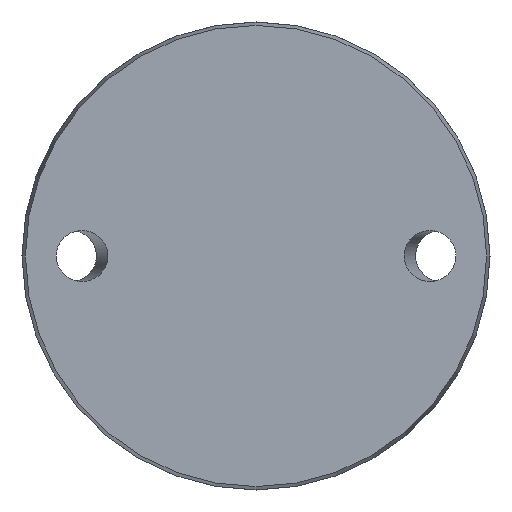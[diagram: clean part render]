
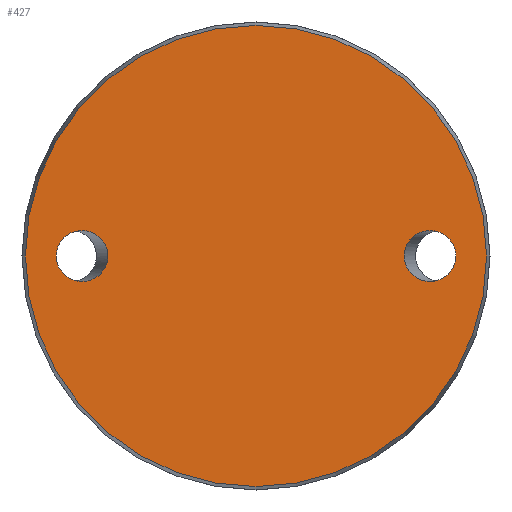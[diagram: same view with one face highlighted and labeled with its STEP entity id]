
A CAD part, front view. The second image highlights one B-rep face of the part: STEP entity #427.
In plain terms, the highlighted planar face has unit normal (0, -1, 0).
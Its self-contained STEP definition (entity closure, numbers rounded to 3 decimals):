
#26 = CARTESIAN_POINT ( 'NONE',  ( -33.309, 0., -8.5 ) ) ;
#41 = CARTESIAN_POINT ( 'NONE',  ( 33.309, 0., 0. ) ) ;
#45 = CARTESIAN_POINT ( 'NONE',  ( 24.691, 0., 0. ) ) ;
#86 = FACE_BOUND ( 'NONE', #749, .T. ) ;
#100 = CARTESIAN_POINT ( 'NONE',  ( 24.691, 0., -8.5 ) ) ;
#109 = DIRECTION ( 'NONE',  ( 0., -1., 0. ) ) ;
#116 =( BOUNDED_CURVE ( )  B_SPLINE_CURVE ( 3, ( #694, #179, #100, #45, #333, #558, #41 ),
 .UNSPECIFIED., .T., .T. ) 
 B_SPLINE_CURVE_WITH_KNOTS ( ( 4, 3, 4 ),
 ( 0., 3.142, 6.283 ),
 .UNSPECIFIED. ) 
 CURVE ( )  GEOMETRIC_REPRESENTATION_ITEM ( )  RATIONAL_B_SPLINE_CURVE ( ( 1., 0.333, 0.333, 1., 0.333, 0.333, 1. ) ) 
 REPRESENTATION_ITEM ( '' )  );
#122 = ORIENTED_EDGE ( 'NONE', *, *, #300, .T. ) ;
#135 = VERTEX_POINT ( 'NONE', #712 ) ;
#148 = CARTESIAN_POINT ( 'NONE',  ( -38.425, 0., 0. ) ) ;
#155 = PLANE ( 'NONE',  #590 ) ;
#172 = DIRECTION ( 'NONE',  ( 0., 0., -1. ) ) ;
#179 = CARTESIAN_POINT ( 'NONE',  ( 33.309, 0., -8.5 ) ) ;
#195 = FACE_BOUND ( 'NONE', #242, .T. ) ;
#201 = CARTESIAN_POINT ( 'NONE',  ( -33.309, 0., 0. ) ) ;
#239 = ORIENTED_EDGE ( 'NONE', *, *, #400, .T. ) ;
#242 = EDGE_LOOP ( 'NONE', ( #239 ) ) ;
#266 = CARTESIAN_POINT ( 'NONE',  ( -24.691, 0., -8.5 ) ) ;
#300 = EDGE_CURVE ( 'NONE', #700, #700, #518, .T. ) ;
#313 = FACE_OUTER_BOUND ( 'NONE', #668, .T. ) ;
#333 = CARTESIAN_POINT ( 'NONE',  ( 24.691, 0., 8.5 ) ) ;
#352 = CARTESIAN_POINT ( 'NONE',  ( 33.309, 0., 0. ) ) ;
#353 = CARTESIAN_POINT ( 'NONE',  ( 0., 0., 0. ) ) ;
#358 = VERTEX_POINT ( 'NONE', #352 ) ;
#386 = DIRECTION ( 'NONE',  ( 0., 0., 1. ) ) ;
#400 = EDGE_CURVE ( 'NONE', #135, #135, #735, .T. ) ;
#427 = ADVANCED_FACE ( 'NONE', ( #195, #86, #313 ), #155, .F. ) ;
#479 = AXIS2_PLACEMENT_3D ( 'NONE', #353, #109, #172 ) ;
#492 = CARTESIAN_POINT ( 'NONE',  ( -33.309, 0., 0. ) ) ;
#502 = DIRECTION ( 'NONE',  ( 0., 1., 0. ) ) ;
#518 = CIRCLE ( 'NONE', #479, 38.425 ) ;
#558 = CARTESIAN_POINT ( 'NONE',  ( 33.309, 0., 8.5 ) ) ;
#590 = AXIS2_PLACEMENT_3D ( 'NONE', #148, #502, #386 ) ;
#631 = ORIENTED_EDGE ( 'NONE', *, *, #710, .T. ) ;
#644 = CARTESIAN_POINT ( 'NONE',  ( 0., 0., -38.425 ) ) ;
#668 = EDGE_LOOP ( 'NONE', ( #122 ) ) ;
#669 = CARTESIAN_POINT ( 'NONE',  ( -24.691, 0., 0. ) ) ;
#694 = CARTESIAN_POINT ( 'NONE',  ( 33.309, 0., 0. ) ) ;
#700 = VERTEX_POINT ( 'NONE', #644 ) ;
#710 = EDGE_CURVE ( 'NONE', #358, #358, #116, .T. ) ;
#712 = CARTESIAN_POINT ( 'NONE',  ( -33.309, 0., 0. ) ) ;
#720 = CARTESIAN_POINT ( 'NONE',  ( -24.691, 0., 8.5 ) ) ;
#723 = CARTESIAN_POINT ( 'NONE',  ( -33.309, 0., 8.5 ) ) ;
#735 =( BOUNDED_CURVE ( )  B_SPLINE_CURVE ( 3, ( #492, #723, #720, #669, #266, #26, #201 ),
 .UNSPECIFIED., .T., .F. ) 
 B_SPLINE_CURVE_WITH_KNOTS ( ( 4, 3, 4 ),
 ( 0., 3.142, 6.283 ),
 .UNSPECIFIED. ) 
 CURVE ( )  GEOMETRIC_REPRESENTATION_ITEM ( )  RATIONAL_B_SPLINE_CURVE ( ( 1., 0.333, 0.333, 1., 0.333, 0.333, 1. ) ) 
 REPRESENTATION_ITEM ( '' )  );
#749 = EDGE_LOOP ( 'NONE', ( #631 ) ) ;
